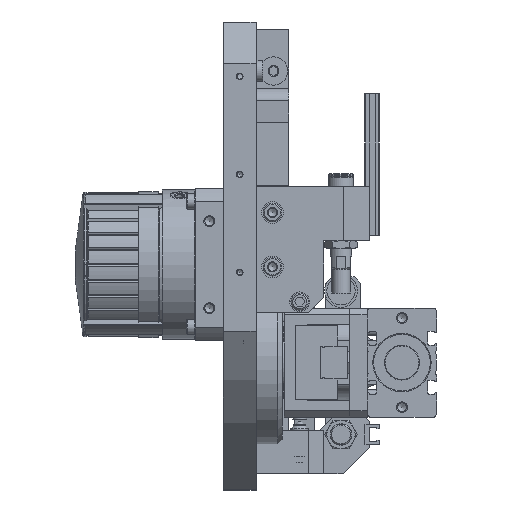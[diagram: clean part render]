
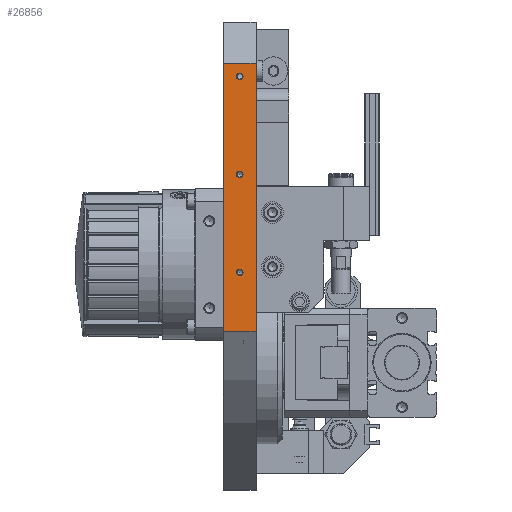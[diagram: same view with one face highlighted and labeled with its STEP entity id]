
A CAD part, front view. The second image highlights one B-rep face of the part: STEP entity #26856.
In plain terms, the highlighted planar face has unit normal (0, -1, 0).
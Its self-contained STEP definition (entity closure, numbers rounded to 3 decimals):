
#977=PLANE('',#29346);
#1781=LINE('',#41669,#3442);
#1783=LINE('',#41679,#3444);
#1784=LINE('',#41681,#3445);
#1785=LINE('',#41683,#3446);
#3442=VECTOR('',#32903,1000.);
#3444=VECTOR('',#32913,1000.);
#3445=VECTOR('',#32914,1000.);
#3446=VECTOR('',#32915,1000.);
#5469=ORIENTED_EDGE('',*,*,#12711,.T.);
#5470=ORIENTED_EDGE('',*,*,#12712,.T.);
#5471=ORIENTED_EDGE('',*,*,#12713,.T.);
#5472=ORIENTED_EDGE('',*,*,#12714,.T.);
#5473=ORIENTED_EDGE('',*,*,#12715,.F.);
#5474=ORIENTED_EDGE('',*,*,#12716,.F.);
#5475=ORIENTED_EDGE('',*,*,#12709,.T.);
#12709=EDGE_CURVE('',#16330,#16329,#1781,.T.);
#12711=EDGE_CURVE('',#16331,#16331,#18986,.T.);
#12712=EDGE_CURVE('',#16332,#16332,#18987,.T.);
#12713=EDGE_CURVE('',#16333,#16333,#18988,.T.);
#12714=EDGE_CURVE('',#16329,#16334,#1783,.T.);
#12715=EDGE_CURVE('',#16335,#16334,#1784,.T.);
#12716=EDGE_CURVE('',#16330,#16335,#1785,.T.);
#16329=VERTEX_POINT('',#41668);
#16330=VERTEX_POINT('',#41670);
#16331=VERTEX_POINT('',#41674);
#16332=VERTEX_POINT('',#41676);
#16333=VERTEX_POINT('',#41678);
#16334=VERTEX_POINT('',#41680);
#16335=VERTEX_POINT('',#41682);
#18986=CIRCLE('',#29347,1.5);
#18987=CIRCLE('',#29348,1.5);
#18988=CIRCLE('',#29349,1.5);
#20594=EDGE_LOOP('',(#5469));
#20595=EDGE_LOOP('',(#5470));
#20596=EDGE_LOOP('',(#5471));
#20597=EDGE_LOOP('',(#5472,#5473,#5474,#5475));
#23409=FACE_BOUND('',#20594,.T.);
#23410=FACE_BOUND('',#20595,.T.);
#23411=FACE_BOUND('',#20596,.T.);
#23412=FACE_BOUND('',#20597,.T.);
#26856=ADVANCED_FACE('',(#23409,#23410,#23411,#23412),#977,.F.);
#29346=AXIS2_PLACEMENT_3D('',#41672,#32905,#32906);
#29347=AXIS2_PLACEMENT_3D('',#41673,#32907,#32908);
#29348=AXIS2_PLACEMENT_3D('',#41675,#32909,#32910);
#29349=AXIS2_PLACEMENT_3D('',#41677,#32911,#32912);
#32903=DIRECTION('',(-1.,0.,0.));
#32905=DIRECTION('',(0.,1.,0.));
#32906=DIRECTION('',(0.,0.,1.));
#32907=DIRECTION('',(0.,1.,0.));
#32908=DIRECTION('',(0.,0.,1.));
#32909=DIRECTION('',(0.,1.,0.));
#32910=DIRECTION('',(0.,0.,1.));
#32911=DIRECTION('',(0.,1.,0.));
#32912=DIRECTION('',(0.,0.,1.));
#32913=DIRECTION('',(0.,0.,-1.));
#32914=DIRECTION('',(-1.,0.,0.));
#32915=DIRECTION('',(0.,0.,-1.));
#41668=CARTESIAN_POINT('',(-7.5,-58.5,137.5));
#41669=CARTESIAN_POINT('',(7.5,-58.5,137.5));
#41670=CARTESIAN_POINT('',(7.5,-58.5,137.5));
#41672=CARTESIAN_POINT('',(7.5,-58.5,137.5));
#41673=CARTESIAN_POINT('',(0.,-58.5,41.5));
#41674=CARTESIAN_POINT('',(0.,-58.5,43.));
#41675=CARTESIAN_POINT('',(0.,-58.5,86.5));
#41676=CARTESIAN_POINT('',(0.,-58.5,88.));
#41677=CARTESIAN_POINT('',(0.,-58.5,131.5));
#41678=CARTESIAN_POINT('',(0.,-58.5,133.));
#41679=CARTESIAN_POINT('',(-7.5,-58.5,137.5));
#41680=CARTESIAN_POINT('',(-7.5,-58.5,14.36));
#41681=CARTESIAN_POINT('',(7.5,-58.5,14.36));
#41682=CARTESIAN_POINT('',(7.5,-58.5,14.36));
#41683=CARTESIAN_POINT('',(7.5,-58.5,137.5));
